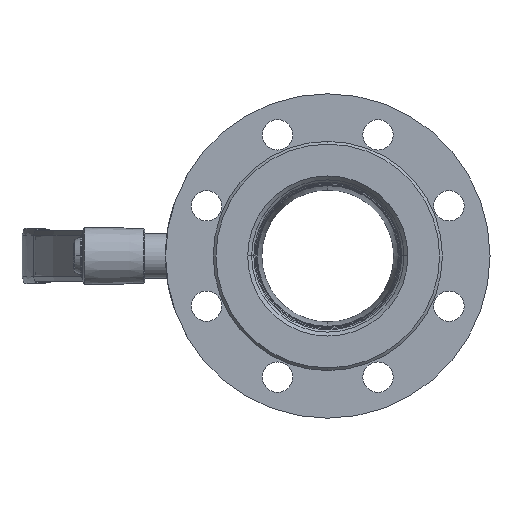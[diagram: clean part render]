
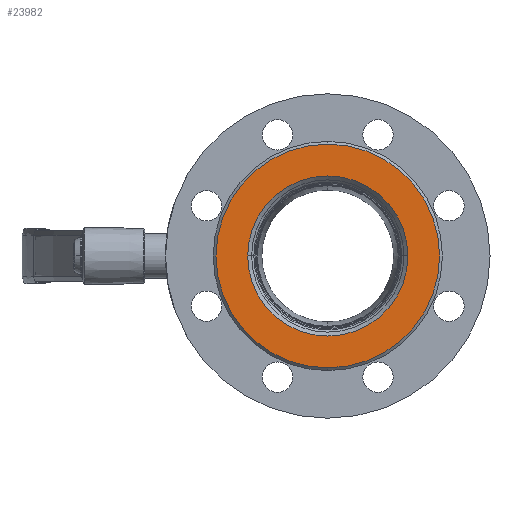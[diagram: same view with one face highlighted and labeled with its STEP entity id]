
A CAD part, left-side view. The second image highlights one B-rep face of the part: STEP entity #23982.
In plain terms, the highlighted planar face has unit normal (-1, 0, 0).
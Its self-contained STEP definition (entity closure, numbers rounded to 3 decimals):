
#590 = EDGE_CURVE ( 'NONE', #37995, #7415, #31862, .T. ) ;
#2334 = EDGE_CURVE ( 'NONE', #29758, #7278, #39691, .T. ) ;
#2489 = DIRECTION ( 'NONE',  ( 0., 0., 1. ) ) ;
#4679 = AXIS2_PLACEMENT_3D ( 'NONE', #78341, #34509, #16625 ) ;
#5433 = PLANE ( 'NONE',  #50404 ) ;
#7278 = VERTEX_POINT ( 'NONE', #80347 ) ;
#7415 = VERTEX_POINT ( 'NONE', #9358 ) ;
#9109 = ORIENTED_EDGE ( 'NONE', *, *, #64734, .T. ) ;
#9358 = CARTESIAN_POINT ( 'NONE',  ( -175., 0., 58. ) ) ;
#9584 = EDGE_LOOP ( 'NONE', ( #9780, #37050 ) ) ;
#9780 = ORIENTED_EDGE ( 'NONE', *, *, #41844, .F. ) ;
#16625 = DIRECTION ( 'NONE',  ( 0., 0., 1. ) ) ;
#22622 = CARTESIAN_POINT ( 'NONE',  ( -175., 0., -58. ) ) ;
#23982 = ADVANCED_FACE ( 'NONE', ( #62231, #25280 ), #5433, .F. ) ;
#25280 = FACE_OUTER_BOUND ( 'NONE', #43049, .T. ) ;
#29640 = AXIS2_PLACEMENT_3D ( 'NONE', #31475, #61531, #31077 ) ;
#29758 = VERTEX_POINT ( 'NONE', #42124 ) ;
#31077 = DIRECTION ( 'NONE',  ( 0., 0., 1. ) ) ;
#31377 = CARTESIAN_POINT ( 'NONE',  ( -175., 58., 0. ) ) ;
#31475 = CARTESIAN_POINT ( 'NONE',  ( -175., 0., 0. ) ) ;
#31862 = CIRCLE ( 'NONE', #68193, 58. ) ;
#34509 = DIRECTION ( 'NONE',  ( -1., 0., 0. ) ) ;
#37050 = ORIENTED_EDGE ( 'NONE', *, *, #590, .F. ) ;
#37995 = VERTEX_POINT ( 'NONE', #22622 ) ;
#39691 = CIRCLE ( 'NONE', #4679, 81. ) ;
#39922 = DIRECTION ( 'NONE',  ( -1., 0., 0. ) ) ;
#40574 = DIRECTION ( 'NONE',  ( 0., 0., 1. ) ) ;
#41844 = EDGE_CURVE ( 'NONE', #7415, #37995, #64651, .T. ) ;
#42124 = CARTESIAN_POINT ( 'NONE',  ( -175., 0., -81. ) ) ;
#43049 = EDGE_LOOP ( 'NONE', ( #63617, #9109 ) ) ;
#45106 = CARTESIAN_POINT ( 'NONE',  ( -175., 0., 0. ) ) ;
#50404 = AXIS2_PLACEMENT_3D ( 'NONE', #31377, #66749, #56133 ) ;
#56133 = DIRECTION ( 'NONE',  ( 0., 0., -1. ) ) ;
#58106 = DIRECTION ( 'NONE',  ( -1., 0., 0. ) ) ;
#61531 = DIRECTION ( 'NONE',  ( -1., 0., 0. ) ) ;
#62231 = FACE_BOUND ( 'NONE', #9584, .T. ) ;
#63617 = ORIENTED_EDGE ( 'NONE', *, *, #2334, .T. ) ;
#64651 = CIRCLE ( 'NONE', #29640, 58. ) ;
#64734 = EDGE_CURVE ( 'NONE', #7278, #29758, #79338, .T. ) ;
#65080 = AXIS2_PLACEMENT_3D ( 'NONE', #45106, #58106, #2489 ) ;
#66749 = DIRECTION ( 'NONE',  ( 1., 0., 0. ) ) ;
#68193 = AXIS2_PLACEMENT_3D ( 'NONE', #76878, #39922, #40574 ) ;
#76878 = CARTESIAN_POINT ( 'NONE',  ( -175., 0., 0. ) ) ;
#78341 = CARTESIAN_POINT ( 'NONE',  ( -175., 0., 0. ) ) ;
#79338 = CIRCLE ( 'NONE', #65080, 81. ) ;
#80347 = CARTESIAN_POINT ( 'NONE',  ( -175., 0., 81. ) ) ;
